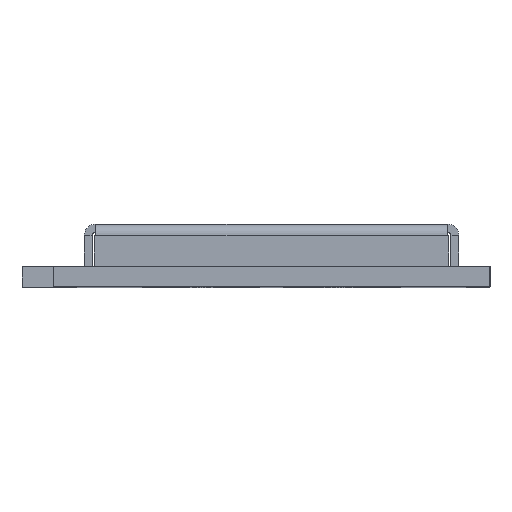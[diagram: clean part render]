
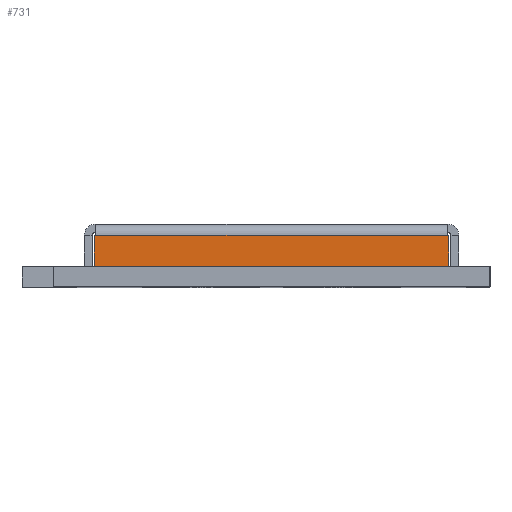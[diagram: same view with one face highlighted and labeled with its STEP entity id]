
A CAD part, top view. The second image highlights one B-rep face of the part: STEP entity #731.
In plain terms, the highlighted planar face has unit normal (0, 0, 1).
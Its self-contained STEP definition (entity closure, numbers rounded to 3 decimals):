
#134 = VERTEX_POINT ( 'NONE', #14071 ) ;
#569 = LINE ( 'NONE', #12841, #5147 ) ;
#731 = ADVANCED_FACE ( 'NONE', ( #10693 ), #16112, .F. ) ;
#942 = ORIENTED_EDGE ( 'NONE', *, *, #14745, .T. ) ;
#1060 = ORIENTED_EDGE ( 'NONE', *, *, #5860, .T. ) ;
#1379 = EDGE_CURVE ( 'NONE', #9487, #13872, #5767, .T. ) ;
#1458 = VECTOR ( 'NONE', #10648, 1000. ) ;
#2106 = CARTESIAN_POINT ( 'NONE',  ( -5.179, 19.493, 10. ) ) ;
#2761 = EDGE_CURVE ( 'NONE', #15299, #134, #15624, .T. ) ;
#2817 = CARTESIAN_POINT ( 'NONE',  ( 6.179, 1.638, 10. ) ) ;
#3129 = DIRECTION ( 'NONE',  ( 0., 0., -1. ) ) ;
#3495 = CARTESIAN_POINT ( 'NONE',  ( 6.138, 1.65, 10. ) ) ;
#3690 = VECTOR ( 'NONE', #15100, 1000. ) ;
#4685 = DIRECTION ( 'NONE',  ( 0., -1., 0. ) ) ;
#5147 = VECTOR ( 'NONE', #11566, 1000. ) ;
#5162 = VECTOR ( 'NONE', #6650, 1000. ) ;
#5767 = LINE ( 'NONE', #11177, #3690 ) ;
#5860 = EDGE_CURVE ( 'NONE', #8866, #9822, #569, .T. ) ;
#5905 = LINE ( 'NONE', #14847, #13732 ) ;
#6448 = VERTEX_POINT ( 'NONE', #11166 ) ;
#6650 = DIRECTION ( 'NONE',  ( 1., 0., 0. ) ) ;
#6771 = DIRECTION ( 'NONE',  ( 1., 0., 0. ) ) ;
#6993 = EDGE_CURVE ( 'NONE', #15299, #6448, #5905, .T. ) ;
#7161 = CARTESIAN_POINT ( 'NONE',  ( -5.5, 19.493, 10. ) ) ;
#7447 = LINE ( 'NONE', #12948, #9644 ) ;
#7537 = EDGE_CURVE ( 'NONE', #8099, #8866, #13151, .T. ) ;
#7902 = CARTESIAN_POINT ( 'NONE',  ( 6.179, 19.493, 10. ) ) ;
#8099 = VERTEX_POINT ( 'NONE', #16128 ) ;
#8159 = CARTESIAN_POINT ( 'NONE',  ( -5.5, 0.65, 10. ) ) ;
#8743 = ORIENTED_EDGE ( 'NONE', *, *, #2761, .T. ) ;
#8866 = VERTEX_POINT ( 'NONE', #2817 ) ;
#8940 = AXIS2_PLACEMENT_3D ( 'NONE', #7161, #3129, #11126 ) ;
#9487 = VERTEX_POINT ( 'NONE', #3495 ) ;
#9644 = VECTOR ( 'NONE', #14189, 1000. ) ;
#9822 = VERTEX_POINT ( 'NONE', #16800 ) ;
#10648 = DIRECTION ( 'NONE',  ( 0., 1., 0. ) ) ;
#10693 = FACE_OUTER_BOUND ( 'NONE', #14694, .T. ) ;
#11126 = DIRECTION ( 'NONE',  ( -1., 0., 0. ) ) ;
#11166 = CARTESIAN_POINT ( 'NONE',  ( -5.137, 1.638, 10. ) ) ;
#11177 = CARTESIAN_POINT ( 'NONE',  ( -5.137, 1.65, 10. ) ) ;
#11470 = CARTESIAN_POINT ( 'NONE',  ( -5.179, 1.638, 10. ) ) ;
#11553 = ORIENTED_EDGE ( 'NONE', *, *, #7537, .T. ) ;
#11566 = DIRECTION ( 'NONE',  ( -1., 0., 0. ) ) ;
#11861 = VECTOR ( 'NONE', #14732, 1000. ) ;
#12068 = LINE ( 'NONE', #17487, #1458 ) ;
#12841 = CARTESIAN_POINT ( 'NONE',  ( -5.5, 1.638, 10. ) ) ;
#12948 = CARTESIAN_POINT ( 'NONE',  ( -5.137, 19.493, 10. ) ) ;
#13151 = LINE ( 'NONE', #7902, #11861 ) ;
#13356 = EDGE_CURVE ( 'NONE', #13872, #6448, #7447, .T. ) ;
#13386 = ORIENTED_EDGE ( 'NONE', *, *, #1379, .T. ) ;
#13398 = ORIENTED_EDGE ( 'NONE', *, *, #6993, .F. ) ;
#13732 = VECTOR ( 'NONE', #6771, 1000. ) ;
#13872 = VERTEX_POINT ( 'NONE', #17102 ) ;
#13914 = ORIENTED_EDGE ( 'NONE', *, *, #14404, .T. ) ;
#14071 = CARTESIAN_POINT ( 'NONE',  ( -5.179, 0.65, 10. ) ) ;
#14189 = DIRECTION ( 'NONE',  ( 0., -1., 0. ) ) ;
#14404 = EDGE_CURVE ( 'NONE', #9822, #9487, #12068, .T. ) ;
#14625 = LINE ( 'NONE', #8159, #5162 ) ;
#14676 = ORIENTED_EDGE ( 'NONE', *, *, #13356, .T. ) ;
#14694 = EDGE_LOOP ( 'NONE', ( #13914, #13386, #14676, #13398, #8743, #942, #11553, #1060 ) ) ;
#14732 = DIRECTION ( 'NONE',  ( 0., 1., 0. ) ) ;
#14745 = EDGE_CURVE ( 'NONE', #134, #8099, #14625, .T. ) ;
#14847 = CARTESIAN_POINT ( 'NONE',  ( -5.5, 1.638, 10. ) ) ;
#15100 = DIRECTION ( 'NONE',  ( -1., 0., 0. ) ) ;
#15299 = VERTEX_POINT ( 'NONE', #11470 ) ;
#15590 = VECTOR ( 'NONE', #4685, 1000. ) ;
#15624 = LINE ( 'NONE', #2106, #15590 ) ;
#16112 = PLANE ( 'NONE',  #8940 ) ;
#16128 = CARTESIAN_POINT ( 'NONE',  ( 6.179, 0.65, 10. ) ) ;
#16800 = CARTESIAN_POINT ( 'NONE',  ( 6.138, 1.638, 10. ) ) ;
#17102 = CARTESIAN_POINT ( 'NONE',  ( -5.137, 1.65, 10. ) ) ;
#17487 = CARTESIAN_POINT ( 'NONE',  ( 6.138, 19.493, 10. ) ) ;
